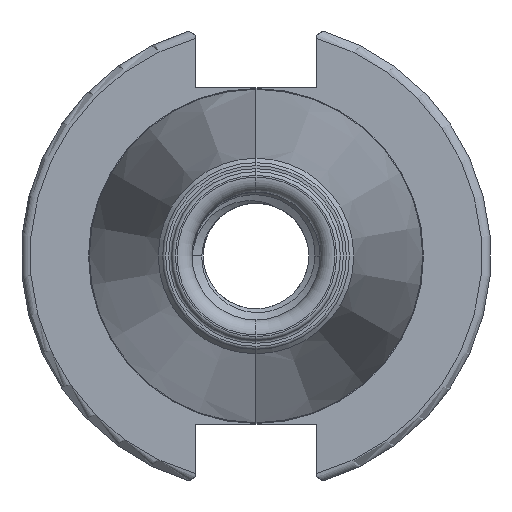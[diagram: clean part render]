
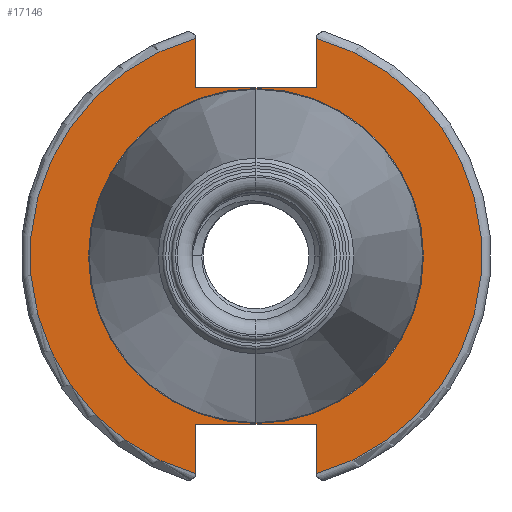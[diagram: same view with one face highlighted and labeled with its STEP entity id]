
A CAD part, left-side view. The second image highlights one B-rep face of the part: STEP entity #17146.
In plain terms, the highlighted planar face has unit normal (-1, 0, 0).
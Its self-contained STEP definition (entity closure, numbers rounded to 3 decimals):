
#568 = AXIS2_PLACEMENT_3D ( 'NONE', #9662, #9624, #9635 ) ;
#570 = AXIS2_PLACEMENT_3D ( 'NONE', #9854, #9797, #9833 ) ;
#574 = AXIS2_PLACEMENT_3D ( 'NONE', #11944, #11975, #11974 ) ;
#585 = AXIS2_PLACEMENT_3D ( 'NONE', #9756, #9745, #9695 ) ;
#898 = AXIS2_PLACEMENT_3D ( 'NONE', #16403, #16376, #16381 ) ;
#2295 = LINE ( 'NONE', #11350, #2296 ) ;
#2296 = VECTOR ( 'NONE', #11354, 1000. ) ;
#2302 = LINE ( 'NONE', #11580, #2303 ) ;
#2303 = VECTOR ( 'NONE', #11581, 1000. ) ;
#2304 = VECTOR ( 'NONE', #11641, 1000. ) ;
#2312 = LINE ( 'NONE', #9773, #2323 ) ;
#2316 = CIRCLE ( 'NONE', #574, 30.2 ) ;
#2323 = VECTOR ( 'NONE', #9867, 1000. ) ;
#2328 = VECTOR ( 'NONE', #11628, 1000. ) ;
#2340 = LINE ( 'NONE', #11565, #2328 ) ;
#2345 = CIRCLE ( 'NONE', #568, 22.398 ) ;
#2348 = CIRCLE ( 'NONE', #585, 30.2 ) ;
#2352 = LINE ( 'NONE', #9719, #2357 ) ;
#2353 = LINE ( 'NONE', #11673, #2304 ) ;
#2357 = VECTOR ( 'NONE', #9795, 1000. ) ;
#2398 = CIRCLE ( 'NONE', #570, 22.398 ) ;
#6485 = EDGE_CURVE ( 'NONE', #15998, #16006, #2295, .T. ) ;
#6555 = EDGE_CURVE ( 'NONE', #19388, #16012, #2302, .T. ) ;
#6559 = EDGE_CURVE ( 'NONE', #16012, #16013, #2340, .T. ) ;
#6585 = EDGE_CURVE ( 'NONE', #16013, #16010, #2353, .T. ) ;
#6591 = EDGE_CURVE ( 'NONE', #19388, #15998, #2316, .T. ) ;
#6653 = EDGE_CURVE ( 'NONE', #19245, #19241, #2345, .T. ) ;
#6671 = EDGE_CURVE ( 'NONE', #16006, #15997, #2352, .T. ) ;
#6675 = EDGE_CURVE ( 'NONE', #16007, #16010, #2348, .T. ) ;
#6680 = EDGE_CURVE ( 'NONE', #15997, #16007, #2312, .T. ) ;
#6687 = EDGE_CURVE ( 'NONE', #19241, #19245, #2398, .T. ) ;
#9192 = CARTESIAN_POINT ( 'NONE',  ( -5., -8.075, 22.5 ) ) ;
#9220 = CARTESIAN_POINT ( 'NONE',  ( -5., -8.075, -22.5 ) ) ;
#9264 = CARTESIAN_POINT ( 'NONE',  ( -5., 8.075, -29.1 ) ) ;
#9309 = CARTESIAN_POINT ( 'NONE',  ( -5., -8.075, -29.1 ) ) ;
#9320 = CARTESIAN_POINT ( 'NONE',  ( -5., 8.075, -22.5 ) ) ;
#9328 = CARTESIAN_POINT ( 'NONE',  ( -5., 8.075, 22.5 ) ) ;
#9367 = CARTESIAN_POINT ( 'NONE',  ( -5., -8.075, 29.1 ) ) ;
#9624 = DIRECTION ( 'NONE',  ( -1., 0., 0. ) ) ;
#9635 = DIRECTION ( 'NONE',  ( 0., 0., 1. ) ) ;
#9662 = CARTESIAN_POINT ( 'NONE',  ( -5., 0., 0. ) ) ;
#9695 = DIRECTION ( 'NONE',  ( 0., 0., 1. ) ) ;
#9719 = CARTESIAN_POINT ( 'NONE',  ( -5., -8.075, -22.5 ) ) ;
#9745 = DIRECTION ( 'NONE',  ( -1., 0., 0. ) ) ;
#9756 = CARTESIAN_POINT ( 'NONE',  ( -5., 0., 0. ) ) ;
#9773 = CARTESIAN_POINT ( 'NONE',  ( -5., -8.075, 0. ) ) ;
#9795 = DIRECTION ( 'NONE',  ( 0., -1., 0. ) ) ;
#9797 = DIRECTION ( 'NONE',  ( -1., 0., 0. ) ) ;
#9833 = DIRECTION ( 'NONE',  ( 0., 0., 1. ) ) ;
#9854 = CARTESIAN_POINT ( 'NONE',  ( -5., 0., 0. ) ) ;
#9867 = DIRECTION ( 'NONE',  ( 0., 0., -1. ) ) ;
#11350 = CARTESIAN_POINT ( 'NONE',  ( -5., 8.075, 0. ) ) ;
#11354 = DIRECTION ( 'NONE',  ( 0., 0., 1. ) ) ;
#11565 = CARTESIAN_POINT ( 'NONE',  ( -5., -8.075, 22.5 ) ) ;
#11580 = CARTESIAN_POINT ( 'NONE',  ( -5., 8.075, 0. ) ) ;
#11581 = DIRECTION ( 'NONE',  ( 0., 0., -1. ) ) ;
#11628 = DIRECTION ( 'NONE',  ( 0., -1., 0. ) ) ;
#11641 = DIRECTION ( 'NONE',  ( 0., 0., 1. ) ) ;
#11673 = CARTESIAN_POINT ( 'NONE',  ( -5., -8.075, 0. ) ) ;
#11944 = CARTESIAN_POINT ( 'NONE',  ( -5., 0., 0. ) ) ;
#11974 = DIRECTION ( 'NONE',  ( 0., 0., 1. ) ) ;
#11975 = DIRECTION ( 'NONE',  ( -1., 0., 0. ) ) ;
#12288 = ORIENTED_EDGE ( 'NONE', *, *, #6653, .F. ) ;
#12303 = ORIENTED_EDGE ( 'NONE', *, *, #6585, .F. ) ;
#12313 = ORIENTED_EDGE ( 'NONE', *, *, #6559, .F. ) ;
#12334 = ORIENTED_EDGE ( 'NONE', *, *, #6675, .T. ) ;
#15660 = FACE_BOUND ( 'NONE', #18472, .T. ) ;
#15677 = FACE_OUTER_BOUND ( 'NONE', #18511, .T. ) ;
#15997 = VERTEX_POINT ( 'NONE', #9220 ) ;
#15998 = VERTEX_POINT ( 'NONE', #9264 ) ;
#16006 = VERTEX_POINT ( 'NONE', #9320 ) ;
#16007 = VERTEX_POINT ( 'NONE', #9309 ) ;
#16010 = VERTEX_POINT ( 'NONE', #9367 ) ;
#16012 = VERTEX_POINT ( 'NONE', #9328 ) ;
#16013 = VERTEX_POINT ( 'NONE', #9192 ) ;
#16245 = CARTESIAN_POINT ( 'NONE',  ( -5., 8.075, 29.1 ) ) ;
#16375 = PLANE ( 'NONE',  #898 ) ;
#16376 = DIRECTION ( 'NONE',  ( 1., 0., 0. ) ) ;
#16381 = DIRECTION ( 'NONE',  ( 0., 0., -1. ) ) ;
#16403 = CARTESIAN_POINT ( 'NONE',  ( -5., 22.398, 0. ) ) ;
#16721 = CARTESIAN_POINT ( 'NONE',  ( -5., 0., 22.398 ) ) ;
#16734 = CARTESIAN_POINT ( 'NONE',  ( -5., 0., -22.398 ) ) ;
#16931 = ORIENTED_EDGE ( 'NONE', *, *, #6485, .T. ) ;
#16932 = ORIENTED_EDGE ( 'NONE', *, *, #6680, .T. ) ;
#16933 = ORIENTED_EDGE ( 'NONE', *, *, #6671, .T. ) ;
#16942 = ORIENTED_EDGE ( 'NONE', *, *, #6555, .F. ) ;
#16950 = ORIENTED_EDGE ( 'NONE', *, *, #6687, .F. ) ;
#16963 = ORIENTED_EDGE ( 'NONE', *, *, #6591, .T. ) ;
#17146 = ADVANCED_FACE ( 'NONE', ( #15677, #15660 ), #16375, .F. ) ;
#18472 = EDGE_LOOP ( 'NONE', ( #12288, #16950 ) ) ;
#18511 = EDGE_LOOP ( 'NONE', ( #16963, #16931, #16933, #16932, #12334, #12303, #12313, #16942 ) ) ;
#19241 = VERTEX_POINT ( 'NONE', #16734 ) ;
#19245 = VERTEX_POINT ( 'NONE', #16721 ) ;
#19388 = VERTEX_POINT ( 'NONE', #16245 ) ;
